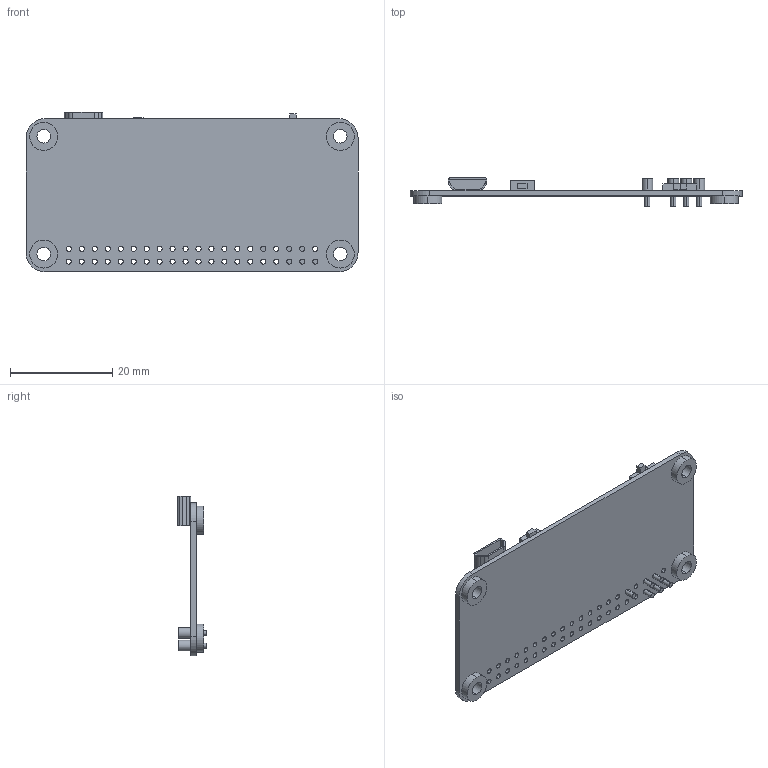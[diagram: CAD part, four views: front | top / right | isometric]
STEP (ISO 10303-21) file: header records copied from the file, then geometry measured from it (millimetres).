
FILE_DESCRIPTION (( 'STEP AP214' ), '1' );
FILE_NAME ('pisugar2Board.STEP', '2025-03-03T00:05:25', ( '' ), ( '' ), 'SwSTEP 2.0', 'SolidWorks 2024', '' );
FILE_SCHEMA (( 'AUTOMOTIVE_DESIGN' ));
Length unit declared in the file: millimetre
Products named in the file (1): pisugar2Board
Bounding box: 65 x 5.6 x 31.25 mm (x, y, z)
Volume: 2150.5 mm3; surface area: 4647.9 mm2
Topology: 1 solids, 1 shells, 183 faces, 480 edges, 319 vertices
Faces by surface type: cylinder 124, plane 59
Entity records: 5933 total; most frequent: DIRECTION 1096, CARTESIAN_POINT 983, ORIENTED_EDGE 960, EDGE_CURVE 480, AXIS2_PLACEMENT_3D 432, VERTEX_POINT 319, EDGE_LOOP 279, CIRCLE 248
